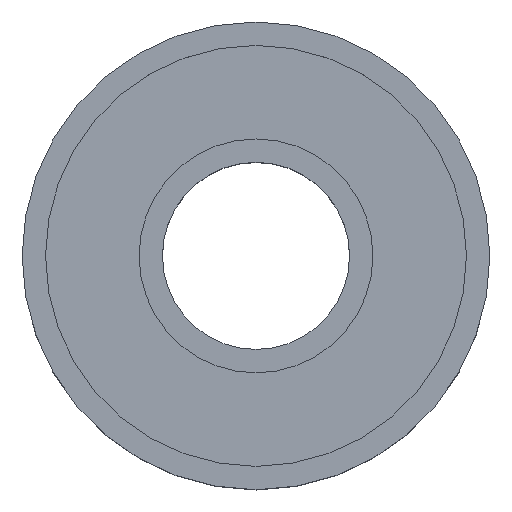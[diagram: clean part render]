
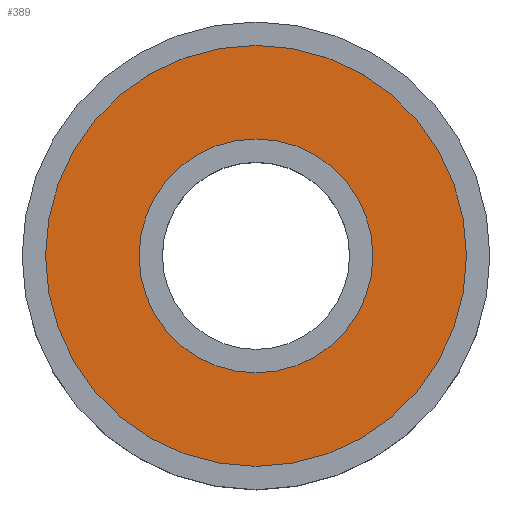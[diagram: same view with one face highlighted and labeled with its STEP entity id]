
A CAD part, top view. The second image highlights one B-rep face of the part: STEP entity #389.
In plain terms, the highlighted planar face has unit normal (0, 0, 1).
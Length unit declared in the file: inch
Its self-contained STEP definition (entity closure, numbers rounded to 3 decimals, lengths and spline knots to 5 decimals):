
#8 = VERTEX_POINT ( 'NONE', #41 ) ;
#14 = CIRCLE ( 'NONE', #297, 0.28125 ) ;
#20 = AXIS2_PLACEMENT_3D ( 'NONE', #373, #153, #150 ) ;
#28 = CIRCLE ( 'NONE', #484, 0.15625 ) ;
#41 = CARTESIAN_POINT ( 'NONE',  ( 0.15625, 0., 0.088 ) ) ;
#66 = AXIS2_PLACEMENT_3D ( 'NONE', #418, #329, #286 ) ;
#95 = CARTESIAN_POINT ( 'NONE',  ( 0., 0., 0.088 ) ) ;
#104 = FACE_OUTER_BOUND ( 'NONE', #222, .T. ) ;
#126 = CIRCLE ( 'NONE', #170, 0.15625 ) ;
#150 = DIRECTION ( 'NONE',  ( -1., 0., 0. ) ) ;
#153 = DIRECTION ( 'NONE',  ( 0., 0., -1. ) ) ;
#155 = VERTEX_POINT ( 'NONE', #437 ) ;
#166 = EDGE_CURVE ( 'NONE', #497, #8, #126, .T. ) ;
#170 = AXIS2_PLACEMENT_3D ( 'NONE', #263, #475, #434 ) ;
#195 = FACE_BOUND ( 'NONE', #312, .T. ) ;
#198 = VERTEX_POINT ( 'NONE', #449 ) ;
#222 = EDGE_LOOP ( 'NONE', ( #568, #243 ) ) ;
#224 = DIRECTION ( 'NONE',  ( -1., 0., 0. ) ) ;
#226 = CARTESIAN_POINT ( 'NONE',  ( -0.15625, 0., 0.088 ) ) ;
#237 = EDGE_CURVE ( 'NONE', #155, #198, #14, .T. ) ;
#243 = ORIENTED_EDGE ( 'NONE', *, *, #237, .F. ) ;
#244 = DIRECTION ( 'NONE',  ( -1., 0., 0. ) ) ;
#263 = CARTESIAN_POINT ( 'NONE',  ( 0., 0., 0.088 ) ) ;
#271 = CIRCLE ( 'NONE', #20, 0.28125 ) ;
#286 = DIRECTION ( 'NONE',  ( -1., 0., 0. ) ) ;
#293 = EDGE_CURVE ( 'NONE', #198, #155, #271, .T. ) ;
#297 = AXIS2_PLACEMENT_3D ( 'NONE', #95, #322, #224 ) ;
#312 = EDGE_LOOP ( 'NONE', ( #542, #357 ) ) ;
#322 = DIRECTION ( 'NONE',  ( 0., 0., -1. ) ) ;
#323 = CARTESIAN_POINT ( 'NONE',  ( 0., 0., 0.088 ) ) ;
#329 = DIRECTION ( 'NONE',  ( 0., 0., -1. ) ) ;
#343 = EDGE_CURVE ( 'NONE', #8, #497, #28, .T. ) ;
#357 = ORIENTED_EDGE ( 'NONE', *, *, #343, .T. ) ;
#373 = CARTESIAN_POINT ( 'NONE',  ( 0., 0., 0.088 ) ) ;
#389 = ADVANCED_FACE ( 'NONE', ( #104, #195 ), #552, .F. ) ;
#418 = CARTESIAN_POINT ( 'NONE',  ( 0.15625, 0., 0.088 ) ) ;
#434 = DIRECTION ( 'NONE',  ( -1., 0., 0. ) ) ;
#437 = CARTESIAN_POINT ( 'NONE',  ( 0.28125, 0., 0.088 ) ) ;
#449 = CARTESIAN_POINT ( 'NONE',  ( -0.28125, 0., 0.088 ) ) ;
#465 = DIRECTION ( 'NONE',  ( 0., 0., -1. ) ) ;
#475 = DIRECTION ( 'NONE',  ( 0., 0., -1. ) ) ;
#484 = AXIS2_PLACEMENT_3D ( 'NONE', #323, #465, #244 ) ;
#497 = VERTEX_POINT ( 'NONE', #226 ) ;
#542 = ORIENTED_EDGE ( 'NONE', *, *, #166, .T. ) ;
#552 = PLANE ( 'NONE',  #66 ) ;
#568 = ORIENTED_EDGE ( 'NONE', *, *, #293, .F. ) ;
